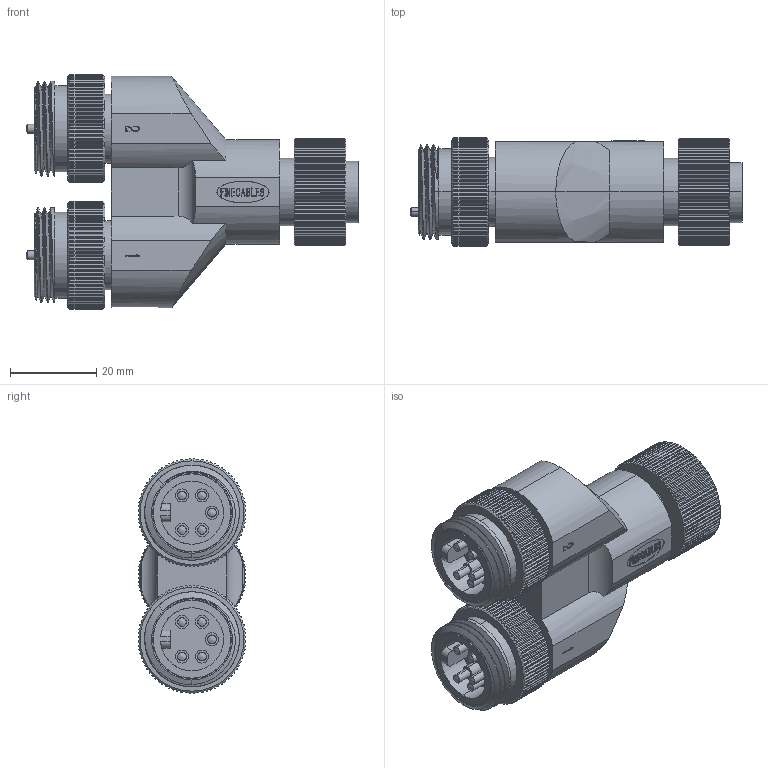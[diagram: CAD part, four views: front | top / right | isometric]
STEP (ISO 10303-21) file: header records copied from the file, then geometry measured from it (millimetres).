
FILE_DESCRIPTION (( 'STEP AP203' ), '1' );
FILE_NAME ('P352.STEP', '2020-04-15T06:39:03', ( 'edpusr' ), ( 'Microsoft' ), 'SwSTEP 2.0', 'SolidWorks 2015', '' );
FILE_SCHEMA (( 'CONFIG_CONTROL_DESIGN' ));
Length unit declared in the file: millimetre
Products named in the file (1): P352
Bounding box: 76.86 x 24.99 x 54.29 mm (x, y, z)
Volume: 46754.9 mm3; surface area: 20212.6 mm2
Topology: 4 solids, 4 shells, 1276 faces, 3596 edges, 2389 vertices
Faces by surface type: plane 742, cylinder 364, bspline 146, cone 24
Entity records: 51605 total; most frequent: CARTESIAN_POINT 20885, ORIENTED_EDGE 7192, DIRECTION 5248, EDGE_CURVE 3596, VERTEX_POINT 2389, AXIS2_PLACEMENT_3D 1830, LINE 1588, VECTOR 1588
